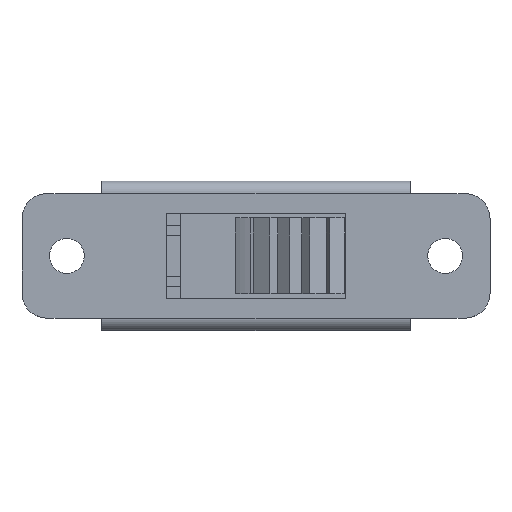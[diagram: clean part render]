
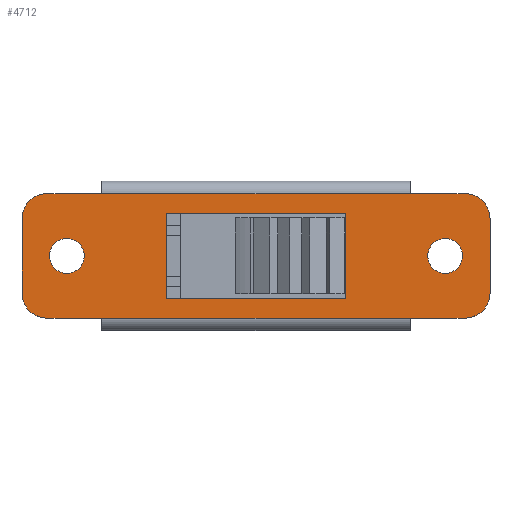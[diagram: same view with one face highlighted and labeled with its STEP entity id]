
A CAD part, top view. The second image highlights one B-rep face of the part: STEP entity #4712.
In plain terms, the highlighted planar face has unit normal (0, 0, 1).
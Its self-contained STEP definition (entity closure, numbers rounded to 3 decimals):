
#2404=CARTESIAN_POINT('Vertex',(0.,6.875,7.2)) ;
#2460=CARTESIAN_POINT('Vertex',(15.5,6.875,7.2)) ;
#2470=CARTESIAN_POINT('Line Origine',(7.75,6.875,7.2)) ;
#2493=CARTESIAN_POINT('Vertex',(15.5,0.625,7.2)) ;
#2496=CARTESIAN_POINT('Line Origine',(7.75,0.625,7.2)) ;
#2500=CARTESIAN_POINT('Vertex',(0.,0.625,7.2)) ;
#4148=CARTESIAN_POINT('Vertex',(3.25,1.6,7.2)) ;
#4153=CARTESIAN_POINT('Line Origine',(7.75,1.6,7.2)) ;
#4157=CARTESIAN_POINT('Vertex',(12.25,1.6,7.2)) ;
#4188=CARTESIAN_POINT('Vertex',(3.25,5.9,7.2)) ;
#4193=CARTESIAN_POINT('Line Origine',(3.25,3.75,7.2)) ;
#4215=CARTESIAN_POINT('Line Origine',(12.25,3.75,7.2)) ;
#4219=CARTESIAN_POINT('Vertex',(12.25,5.9,7.2)) ;
#4246=CARTESIAN_POINT('Line Origine',(7.75,5.9,7.2)) ;
#4272=CARTESIAN_POINT('Vertex',(18.125,3.75,7.2)) ;
#4277=CARTESIAN_POINT('Axis2P3D Location',(17.25,3.75,7.2)) ;
#4281=CARTESIAN_POINT('Vertex',(16.375,3.75,7.2)) ;
#4303=CARTESIAN_POINT('Axis2P3D Location',(17.25,3.75,7.2)) ;
#4329=CARTESIAN_POINT('Vertex',(-0.875,3.75,7.2)) ;
#4334=CARTESIAN_POINT('Axis2P3D Location',(-1.75,3.75,7.2)) ;
#4338=CARTESIAN_POINT('Vertex',(-2.625,3.75,7.2)) ;
#4360=CARTESIAN_POINT('Axis2P3D Location',(-1.75,3.75,7.2)) ;
#4382=CARTESIAN_POINT('Line Origine',(16.875,0.625,7.2)) ;
#4386=CARTESIAN_POINT('Vertex',(18.25,0.625,7.2)) ;
#4424=CARTESIAN_POINT('Vertex',(19.5,1.875,7.2)) ;
#4427=CARTESIAN_POINT('Axis2P3D Location',(18.25,1.875,7.2)) ;
#4451=CARTESIAN_POINT('Line Origine',(16.875,6.875,7.2)) ;
#4455=CARTESIAN_POINT('Vertex',(18.25,6.875,7.2)) ;
#4476=CARTESIAN_POINT('Control Point',(19.5,5.625,7.2)) ;
#4477=CARTESIAN_POINT('Control Point',(19.5,1.875,7.2)) ;
#4478=CARTESIAN_POINT('Vertex',(19.5,5.625,7.2)) ;
#4504=CARTESIAN_POINT('Axis2P3D Location',(18.25,5.625,7.2)) ;
#4521=CARTESIAN_POINT('Line Origine',(-1.375,6.875,7.2)) ;
#4525=CARTESIAN_POINT('Vertex',(-2.75,6.875,7.2)) ;
#4563=CARTESIAN_POINT('Vertex',(-4.,5.625,7.2)) ;
#4566=CARTESIAN_POINT('Axis2P3D Location',(-2.75,5.625,7.2)) ;
#4585=CARTESIAN_POINT('Line Origine',(-1.375,0.625,7.2)) ;
#4589=CARTESIAN_POINT('Vertex',(-2.75,0.625,7.2)) ;
#4609=CARTESIAN_POINT('Line Origine',(-4.,3.75,7.2)) ;
#4613=CARTESIAN_POINT('Vertex',(-4.,1.875,7.2)) ;
#4674=CARTESIAN_POINT('Axis2P3D Location',(0.,0.625,7.2)) ;
#4679=CARTESIAN_POINT('Axis2P3D Location',(-2.75,1.875,7.2)) ;
#2471=DIRECTION('Vector Direction',(1.,0.,0.)) ;
#2497=DIRECTION('Vector Direction',(1.,0.,0.)) ;
#4154=DIRECTION('Vector Direction',(1.,0.,0.)) ;
#4194=DIRECTION('Vector Direction',(0.,-1.,0.)) ;
#4216=DIRECTION('Vector Direction',(0.,1.,0.)) ;
#4247=DIRECTION('Vector Direction',(-1.,0.,0.)) ;
#4278=DIRECTION('Axis2P3D Direction',(0.,-0.,1.)) ;
#4304=DIRECTION('Axis2P3D Direction',(0.,-0.,1.)) ;
#4335=DIRECTION('Axis2P3D Direction',(0.,-0.,1.)) ;
#4361=DIRECTION('Axis2P3D Direction',(0.,-0.,1.)) ;
#4383=DIRECTION('Vector Direction',(1.,0.,0.)) ;
#4428=DIRECTION('Axis2P3D Direction',(0.,0.,1.)) ;
#4452=DIRECTION('Vector Direction',(1.,0.,0.)) ;
#4505=DIRECTION('Axis2P3D Direction',(0.,0.,-1.)) ;
#4522=DIRECTION('Vector Direction',(-1.,0.,0.)) ;
#4567=DIRECTION('Axis2P3D Direction',(0.,-0.,1.)) ;
#4586=DIRECTION('Vector Direction',(-1.,0.,0.)) ;
#4610=DIRECTION('Vector Direction',(0.,-1.,0.)) ;
#4675=DIRECTION('Axis2P3D Direction',(0.,0.,-1.)) ;
#4676=DIRECTION('Axis2P3D XDirection',(0.,1.,0.)) ;
#4680=DIRECTION('Axis2P3D Direction',(0.,0.,-1.)) ;
#4279=AXIS2_PLACEMENT_3D('Circle Axis2P3D',#4277,#4278,$) ;
#4305=AXIS2_PLACEMENT_3D('Circle Axis2P3D',#4303,#4304,$) ;
#4336=AXIS2_PLACEMENT_3D('Circle Axis2P3D',#4334,#4335,$) ;
#4362=AXIS2_PLACEMENT_3D('Circle Axis2P3D',#4360,#4361,$) ;
#4429=AXIS2_PLACEMENT_3D('Circle Axis2P3D',#4427,#4428,$) ;
#4506=AXIS2_PLACEMENT_3D('Circle Axis2P3D',#4504,#4505,$) ;
#4568=AXIS2_PLACEMENT_3D('Circle Axis2P3D',#4566,#4567,$) ;
#4677=AXIS2_PLACEMENT_3D('Plane Axis2P3D',#4674,#4675,#4676) ;
#4681=AXIS2_PLACEMENT_3D('Circle Axis2P3D',#4679,#4680,$) ;
#4685=ORIENTED_EDGE('',*,*,#4683,.F.) ;
#4686=ORIENTED_EDGE('',*,*,#4591,.F.) ;
#4687=ORIENTED_EDGE('',*,*,#2502,.T.) ;
#4688=ORIENTED_EDGE('',*,*,#4388,.T.) ;
#4689=ORIENTED_EDGE('',*,*,#4431,.F.) ;
#4690=ORIENTED_EDGE('',*,*,#4480,.F.) ;
#4691=ORIENTED_EDGE('',*,*,#4508,.F.) ;
#4692=ORIENTED_EDGE('',*,*,#4457,.F.) ;
#4693=ORIENTED_EDGE('',*,*,#2474,.F.) ;
#4694=ORIENTED_EDGE('',*,*,#4527,.T.) ;
#4695=ORIENTED_EDGE('',*,*,#4570,.F.) ;
#4696=ORIENTED_EDGE('',*,*,#4615,.F.) ;
#4699=ORIENTED_EDGE('',*,*,#4364,.F.) ;
#4700=ORIENTED_EDGE('',*,*,#4340,.F.) ;
#4703=ORIENTED_EDGE('',*,*,#4307,.F.) ;
#4704=ORIENTED_EDGE('',*,*,#4283,.F.) ;
#4707=ORIENTED_EDGE('',*,*,#4250,.F.) ;
#4708=ORIENTED_EDGE('',*,*,#4221,.F.) ;
#4709=ORIENTED_EDGE('',*,*,#4159,.F.) ;
#4710=ORIENTED_EDGE('',*,*,#4197,.F.) ;
#4701=FACE_BOUND('',#4698,.T.) ;
#4705=FACE_BOUND('',#4702,.T.) ;
#4711=FACE_BOUND('',#4706,.T.) ;
#2472=VECTOR('Line Direction',#2471,1.) ;
#2498=VECTOR('Line Direction',#2497,1.) ;
#4155=VECTOR('Line Direction',#4154,1.) ;
#4195=VECTOR('Line Direction',#4194,1.) ;
#4217=VECTOR('Line Direction',#4216,1.) ;
#4248=VECTOR('Line Direction',#4247,1.) ;
#4384=VECTOR('Line Direction',#4383,1.) ;
#4453=VECTOR('Line Direction',#4452,1.) ;
#4523=VECTOR('Line Direction',#4522,1.) ;
#4587=VECTOR('Line Direction',#4586,1.) ;
#4611=VECTOR('Line Direction',#4610,1.) ;
#4712=ADVANCED_FACE('PartBody',(#4697,#4701,#4705,#4711),#4678,.F.) ;
#4475=B_SPLINE_CURVE_WITH_KNOTS('',1,(#4476,#4477),.UNSPECIFIED.,.F.,.U.,(2,2),(1.25,5.),.UNSPECIFIED.) ;
#4280=CIRCLE('generated circle',#4279,0.875) ;
#4306=CIRCLE('generated circle',#4305,0.875) ;
#4337=CIRCLE('generated circle',#4336,0.875) ;
#4363=CIRCLE('generated circle',#4362,0.875) ;
#4430=CIRCLE('generated circle',#4429,1.25) ;
#4507=CIRCLE('generated circle',#4506,1.25) ;
#4569=CIRCLE('generated circle',#4568,1.25) ;
#4682=CIRCLE('generated circle',#4681,1.25) ;
#2474=EDGE_CURVE('',#2405,#2461,#2473,.T.) ;
#2502=EDGE_CURVE('',#2501,#2494,#2499,.T.) ;
#4159=EDGE_CURVE('',#4149,#4158,#4156,.T.) ;
#4197=EDGE_CURVE('',#4189,#4149,#4196,.T.) ;
#4221=EDGE_CURVE('',#4158,#4220,#4218,.T.) ;
#4250=EDGE_CURVE('',#4220,#4189,#4249,.T.) ;
#4283=EDGE_CURVE('',#4273,#4282,#4280,.T.) ;
#4307=EDGE_CURVE('',#4282,#4273,#4306,.T.) ;
#4340=EDGE_CURVE('',#4330,#4339,#4337,.T.) ;
#4364=EDGE_CURVE('',#4339,#4330,#4363,.T.) ;
#4388=EDGE_CURVE('',#2494,#4387,#4385,.T.) ;
#4431=EDGE_CURVE('',#4425,#4387,#4430,.F.) ;
#4457=EDGE_CURVE('',#2461,#4456,#4454,.T.) ;
#4480=EDGE_CURVE('',#4479,#4425,#4475,.T.) ;
#4508=EDGE_CURVE('',#4456,#4479,#4507,.T.) ;
#4527=EDGE_CURVE('',#2405,#4526,#4524,.T.) ;
#4570=EDGE_CURVE('',#4564,#4526,#4569,.F.) ;
#4591=EDGE_CURVE('',#2501,#4590,#4588,.T.) ;
#4615=EDGE_CURVE('',#4614,#4564,#4612,.F.) ;
#4683=EDGE_CURVE('',#4590,#4614,#4682,.T.) ;
#4684=EDGE_LOOP('',(#4685,#4686,#4687,#4688,#4689,#4690,#4691,#4692,#4693,#4694,#4695,#4696)) ;
#4698=EDGE_LOOP('',(#4699,#4700)) ;
#4702=EDGE_LOOP('',(#4703,#4704)) ;
#4706=EDGE_LOOP('',(#4707,#4708,#4709,#4710)) ;
#4697=FACE_OUTER_BOUND('',#4684,.T.) ;
#2473=LINE('Line',#2470,#2472) ;
#2499=LINE('Line',#2496,#2498) ;
#4156=LINE('Line',#4153,#4155) ;
#4196=LINE('Line',#4193,#4195) ;
#4218=LINE('Line',#4215,#4217) ;
#4249=LINE('Line',#4246,#4248) ;
#4385=LINE('Line',#4382,#4384) ;
#4454=LINE('Line',#4451,#4453) ;
#4524=LINE('Line',#4521,#4523) ;
#4588=LINE('Line',#4585,#4587) ;
#4612=LINE('Line',#4609,#4611) ;
#4678=PLANE('Plane',#4677) ;
#2405=VERTEX_POINT('',#2404) ;
#2461=VERTEX_POINT('',#2460) ;
#2494=VERTEX_POINT('',#2493) ;
#2501=VERTEX_POINT('',#2500) ;
#4149=VERTEX_POINT('',#4148) ;
#4158=VERTEX_POINT('',#4157) ;
#4189=VERTEX_POINT('',#4188) ;
#4220=VERTEX_POINT('',#4219) ;
#4273=VERTEX_POINT('',#4272) ;
#4282=VERTEX_POINT('',#4281) ;
#4330=VERTEX_POINT('',#4329) ;
#4339=VERTEX_POINT('',#4338) ;
#4387=VERTEX_POINT('',#4386) ;
#4425=VERTEX_POINT('',#4424) ;
#4456=VERTEX_POINT('',#4455) ;
#4479=VERTEX_POINT('',#4478) ;
#4526=VERTEX_POINT('',#4525) ;
#4564=VERTEX_POINT('',#4563) ;
#4590=VERTEX_POINT('',#4589) ;
#4614=VERTEX_POINT('',#4613) ;
